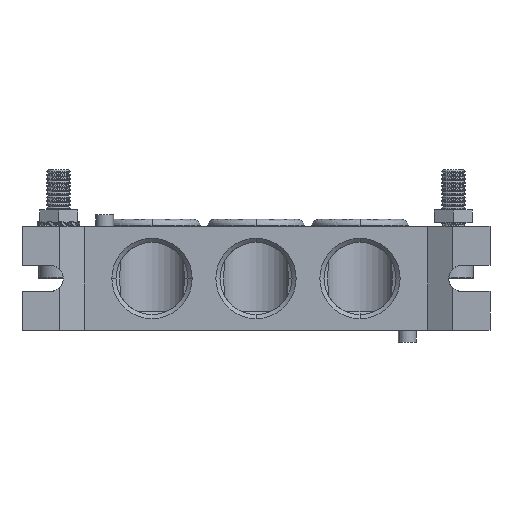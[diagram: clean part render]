
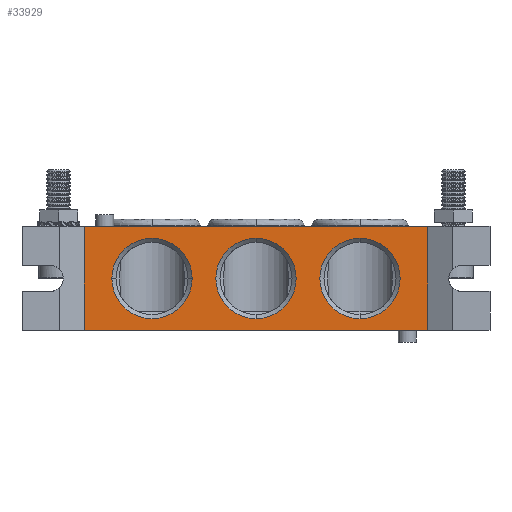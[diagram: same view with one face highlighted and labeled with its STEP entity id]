
A CAD part, front view. The second image highlights one B-rep face of the part: STEP entity #33929.
In plain terms, the highlighted planar face has unit normal (0, -1, 0).
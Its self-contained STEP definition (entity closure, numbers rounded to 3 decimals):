
#685 = VERTEX_POINT ( 'NONE', #31040 ) ;
#884 = EDGE_CURVE ( 'NONE', #4799, #18767, #28784, .T. ) ;
#1211 = DIRECTION ( 'NONE',  ( 0., 1., 0. ) ) ;
#2262 = FACE_OUTER_BOUND ( 'NONE', #40273, .T. ) ;
#3264 = DIRECTION ( 'NONE',  ( 0., 1., 0. ) ) ;
#3844 = CARTESIAN_POINT ( 'NONE',  ( 0., 3., 0. ) ) ;
#4011 = DIRECTION ( 'NONE',  ( 0., -1., 0. ) ) ;
#4283 = CIRCLE ( 'NONE', #7444, 8.5 ) ;
#4692 = CARTESIAN_POINT ( 'NONE',  ( 36.304, 3., 0. ) ) ;
#4702 = DIRECTION ( 'NONE',  ( 0., 1., 0. ) ) ;
#4799 = VERTEX_POINT ( 'NONE', #21321 ) ;
#5730 = CIRCLE ( 'NONE', #21656, 8.5 ) ;
#5862 = DIRECTION ( 'NONE',  ( 1., 0., 0. ) ) ;
#6604 = DIRECTION ( 'NONE',  ( 0., 1., 0. ) ) ;
#7156 = EDGE_CURVE ( 'NONE', #30519, #15041, #38521, .T. ) ;
#7444 = AXIS2_PLACEMENT_3D ( 'NONE', #24982, #1211, #28922 ) ;
#8705 = CARTESIAN_POINT ( 'NONE',  ( 0., 3., 22. ) ) ;
#9443 = ORIENTED_EDGE ( 'NONE', *, *, #43260, .T. ) ;
#10789 = VERTEX_POINT ( 'NONE', #44598 ) ;
#11095 = AXIS2_PLACEMENT_3D ( 'NONE', #39756, #16653, #43481 ) ;
#11424 = AXIS2_PLACEMENT_3D ( 'NONE', #26959, #3264, #30854 ) ;
#11855 = PLANE ( 'NONE',  #46064 ) ;
#12038 = EDGE_CURVE ( 'NONE', #10789, #15041, #46689, .T. ) ;
#12157 = LINE ( 'NONE', #40106, #22648 ) ;
#12647 = DIRECTION ( 'NONE',  ( 0., 0., -1. ) ) ;
#12658 = CARTESIAN_POINT ( 'NONE',  ( 36.304, 3., 22. ) ) ;
#14518 = ORIENTED_EDGE ( 'NONE', *, *, #7156, .T. ) ;
#15041 = VERTEX_POINT ( 'NONE', #4692 ) ;
#16653 = DIRECTION ( 'NONE',  ( 0., 1., 0. ) ) ;
#17531 = ORIENTED_EDGE ( 'NONE', *, *, #48507, .F. ) ;
#18159 = AXIS2_PLACEMENT_3D ( 'NONE', #28345, #4702, #32212 ) ;
#18625 = EDGE_LOOP ( 'NONE', ( #39151, #26473 ) ) ;
#18767 = VERTEX_POINT ( 'NONE', #29034 ) ;
#19374 = EDGE_LOOP ( 'NONE', ( #45797, #39298 ) ) ;
#20826 = CIRCLE ( 'NONE', #18159, 8.5 ) ;
#21113 = CIRCLE ( 'NONE', #11424, 8.5 ) ;
#21140 = VERTEX_POINT ( 'NONE', #32174 ) ;
#21321 = CARTESIAN_POINT ( 'NONE',  ( 22., 3., 2.5 ) ) ;
#21656 = AXIS2_PLACEMENT_3D ( 'NONE', #30193, #6604, #34022 ) ;
#21989 = AXIS2_PLACEMENT_3D ( 'NONE', #25143, #25137, #25075 ) ;
#22265 = CARTESIAN_POINT ( 'NONE',  ( -36.304, 3., 22. ) ) ;
#22648 = VECTOR ( 'NONE', #28873, 1000. ) ;
#22890 = VECTOR ( 'NONE', #12647, 1000. ) ;
#24982 = CARTESIAN_POINT ( 'NONE',  ( 0., 3., 11. ) ) ;
#25075 = DIRECTION ( 'NONE',  ( 0., 0., -1. ) ) ;
#25137 = DIRECTION ( 'NONE',  ( 0., 1., 0. ) ) ;
#25143 = CARTESIAN_POINT ( 'NONE',  ( 22., 3., 11. ) ) ;
#25408 = CARTESIAN_POINT ( 'NONE',  ( -30.5, 3., 11. ) ) ;
#26473 = ORIENTED_EDGE ( 'NONE', *, *, #44487, .T. ) ;
#26959 = CARTESIAN_POINT ( 'NONE',  ( -22., 3., 11. ) ) ;
#27523 = ORIENTED_EDGE ( 'NONE', *, *, #12038, .F. ) ;
#28345 = CARTESIAN_POINT ( 'NONE',  ( 0., 3., 11. ) ) ;
#28443 = VECTOR ( 'NONE', #5862, 1000. ) ;
#28784 = CIRCLE ( 'NONE', #21989, 8.5 ) ;
#28873 = DIRECTION ( 'NONE',  ( 0., 0., -1. ) ) ;
#28922 = DIRECTION ( 'NONE',  ( 0., 0., -1. ) ) ;
#29034 = CARTESIAN_POINT ( 'NONE',  ( 22., 3., 19.5 ) ) ;
#29196 = ORIENTED_EDGE ( 'NONE', *, *, #43390, .T. ) ;
#30193 = CARTESIAN_POINT ( 'NONE',  ( 22., 3., 11. ) ) ;
#30229 = CIRCLE ( 'NONE', #11095, 8.5 ) ;
#30481 = LINE ( 'NONE', #8705, #40514 ) ;
#30519 = VERTEX_POINT ( 'NONE', #37753 ) ;
#30854 = DIRECTION ( 'NONE',  ( 1., 0., 0. ) ) ;
#31040 = CARTESIAN_POINT ( 'NONE',  ( 0., 3., 2.5 ) ) ;
#31562 = DIRECTION ( 'NONE',  ( 1., 0., 0. ) ) ;
#32174 = CARTESIAN_POINT ( 'NONE',  ( 0., 3., 19.5 ) ) ;
#32212 = DIRECTION ( 'NONE',  ( 0., 0., -1. ) ) ;
#32496 = FACE_BOUND ( 'NONE', #18625, .T. ) ;
#33929 = ADVANCED_FACE ( 'NONE', ( #2262, #42414, #41238, #32496 ), #11855, .T. ) ;
#34022 = DIRECTION ( 'NONE',  ( 0., 0., -1. ) ) ;
#35962 = EDGE_CURVE ( 'NONE', #42470, #30519, #12157, .T. ) ;
#35993 = DIRECTION ( 'NONE',  ( 1., 0., 0. ) ) ;
#37753 = CARTESIAN_POINT ( 'NONE',  ( -36.304, 3., 0. ) ) ;
#37930 = CARTESIAN_POINT ( 'NONE',  ( -13.5, 3., 11. ) ) ;
#38210 = EDGE_LOOP ( 'NONE', ( #29196, #9443 ) ) ;
#38521 = LINE ( 'NONE', #3844, #28443 ) ;
#39151 = ORIENTED_EDGE ( 'NONE', *, *, #46995, .T. ) ;
#39298 = ORIENTED_EDGE ( 'NONE', *, *, #41031, .T. ) ;
#39756 = CARTESIAN_POINT ( 'NONE',  ( -22., 3., 11. ) ) ;
#40106 = CARTESIAN_POINT ( 'NONE',  ( -36.304, 3., 22. ) ) ;
#40273 = EDGE_LOOP ( 'NONE', ( #17531, #49903, #14518, #27523 ) ) ;
#40514 = VECTOR ( 'NONE', #35993, 1000. ) ;
#41031 = EDGE_CURVE ( 'NONE', #18767, #4799, #5730, .T. ) ;
#41238 = FACE_BOUND ( 'NONE', #38210, .T. ) ;
#41441 = VERTEX_POINT ( 'NONE', #25408 ) ;
#42414 = FACE_BOUND ( 'NONE', #19374, .T. ) ;
#42470 = VERTEX_POINT ( 'NONE', #22265 ) ;
#43260 = EDGE_CURVE ( 'NONE', #41441, #48801, #21113, .T. ) ;
#43390 = EDGE_CURVE ( 'NONE', #48801, #41441, #30229, .T. ) ;
#43481 = DIRECTION ( 'NONE',  ( 1., 0., 0. ) ) ;
#44487 = EDGE_CURVE ( 'NONE', #21140, #685, #4283, .T. ) ;
#44598 = CARTESIAN_POINT ( 'NONE',  ( 36.304, 3., 22. ) ) ;
#45797 = ORIENTED_EDGE ( 'NONE', *, *, #884, .T. ) ;
#46064 = AXIS2_PLACEMENT_3D ( 'NONE', #50222, #4011, #31562 ) ;
#46689 = LINE ( 'NONE', #12658, #22890 ) ;
#46995 = EDGE_CURVE ( 'NONE', #685, #21140, #20826, .T. ) ;
#48507 = EDGE_CURVE ( 'NONE', #42470, #10789, #30481, .T. ) ;
#48801 = VERTEX_POINT ( 'NONE', #37930 ) ;
#49903 = ORIENTED_EDGE ( 'NONE', *, *, #35962, .T. ) ;
#50222 = CARTESIAN_POINT ( 'NONE',  ( 0., 3., 22. ) ) ;
